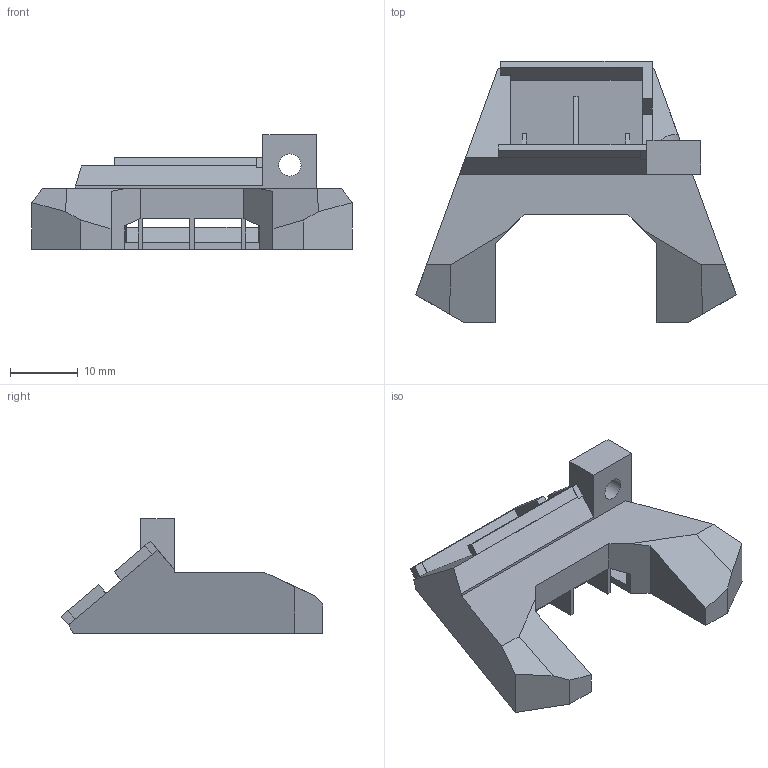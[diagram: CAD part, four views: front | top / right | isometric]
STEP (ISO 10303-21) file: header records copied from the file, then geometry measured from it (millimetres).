
FILE_DESCRIPTION(/* description */ (''),/* implementation_level */ '2;1');
FILE_NAME(/* name */ '10068-3 Prusa Fan Shroud(R3).stp',/* time_stamp */ '2020-04-17T18:58:44+03:00',/* author */ ('alex_'),/* organization */ (''),/* preprocessor_version */ 'ST-DEVELOPER v17.2',/* originating_system */ 'Autodesk Inventor 2019',/* authorisation */ '');
FILE_SCHEMA (('CONFIG_CONTROL_DESIGN'));
Length unit declared in the file: millimetre
Products named in the file (1): 10068-3 Prusa Fan Shroud(R3)
Bounding box: 47.5 x 38.79 x 17 mm (x, y, z)
Volume: 3896.1 mm3; surface area: 5445.9 mm2
Topology: 1 solids, 1 shells, 192 faces, 565 edges, 377 vertices
Faces by surface type: plane 130, bspline 58, cylinder 4
Full cylindrical faces by diameter (mm): 3.3 x1, 6 x1
Entity records: 9899 total; most frequent: CARTESIAN_POINT 5089, ORIENTED_EDGE 1130, DIRECTION 735, EDGE_CURVE 565, LINE 433, VECTOR 433, VERTEX_POINT 377, EDGE_LOOP 208
